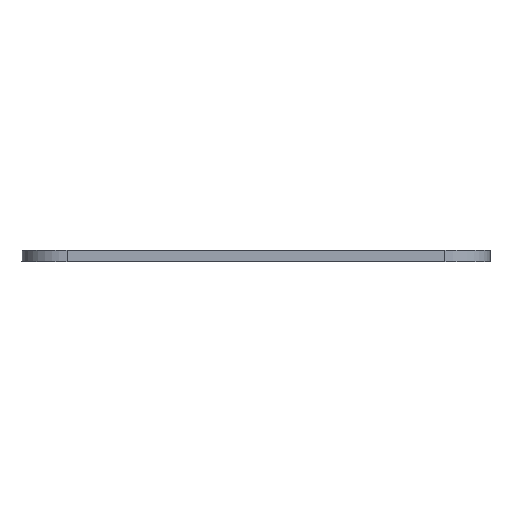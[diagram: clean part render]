
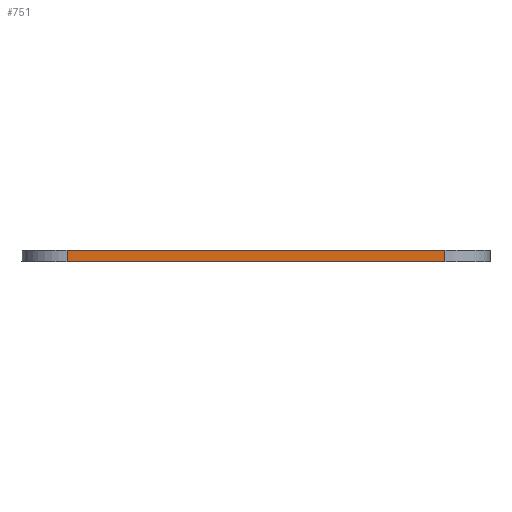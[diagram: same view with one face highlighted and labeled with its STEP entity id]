
A CAD part, left-side view. The second image highlights one B-rep face of the part: STEP entity #751.
In plain terms, the highlighted planar face has unit normal (-1, 0, 0).
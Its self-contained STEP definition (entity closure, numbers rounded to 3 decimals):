
#49=PLANE('',#826);
#66=FACE_OUTER_BOUND('',#117,.T.);
#117=EDGE_LOOP('',(#558,#559,#560,#561));
#170=LINE('',#1119,#232);
#181=LINE('',#1191,#243);
#183=LINE('',#1197,#245);
#184=LINE('',#1198,#246);
#232=VECTOR('',#897,10.);
#243=VECTOR('',#948,10.);
#245=VECTOR('',#954,10.);
#246=VECTOR('',#955,10.);
#337=VERTEX_POINT('',#1116);
#338=VERTEX_POINT('',#1118);
#369=VERTEX_POINT('',#1190);
#371=VERTEX_POINT('',#1196);
#411=EDGE_CURVE('',#337,#338,#170,.T.);
#443=EDGE_CURVE('',#338,#369,#181,.T.);
#446=EDGE_CURVE('',#371,#337,#183,.T.);
#447=EDGE_CURVE('',#371,#369,#184,.T.);
#558=ORIENTED_EDGE('',*,*,#443,.F.);
#559=ORIENTED_EDGE('',*,*,#411,.F.);
#560=ORIENTED_EDGE('',*,*,#446,.F.);
#561=ORIENTED_EDGE('',*,*,#447,.T.);
#751=ADVANCED_FACE('',(#66),#49,.T.);
#826=AXIS2_PLACEMENT_3D('',#1195,#952,#953);
#897=DIRECTION('',(0.,1.,0.));
#948=DIRECTION('',(0.,0.,1.));
#952=DIRECTION('center_axis',(-1.,0.,0.));
#953=DIRECTION('ref_axis',(0.,1.,0.));
#954=DIRECTION('',(0.,0.,-1.));
#955=DIRECTION('',(0.,1.,0.));
#1116=CARTESIAN_POINT('',(-164.409,-49.291,0.));
#1118=CARTESIAN_POINT('',(-164.409,47.009,0.));
#1119=CARTESIAN_POINT('',(-164.409,-30.216,0.));
#1190=CARTESIAN_POINT('',(-164.409,47.009,3.));
#1191=CARTESIAN_POINT('',(-164.409,47.009,3.1));
#1195=CARTESIAN_POINT('Origin',(-164.409,-59.291,3.1));
#1196=CARTESIAN_POINT('',(-164.409,-49.291,3.));
#1197=CARTESIAN_POINT('',(-164.409,-49.291,3.1));
#1198=CARTESIAN_POINT('',(-164.409,-30.216,3.));
